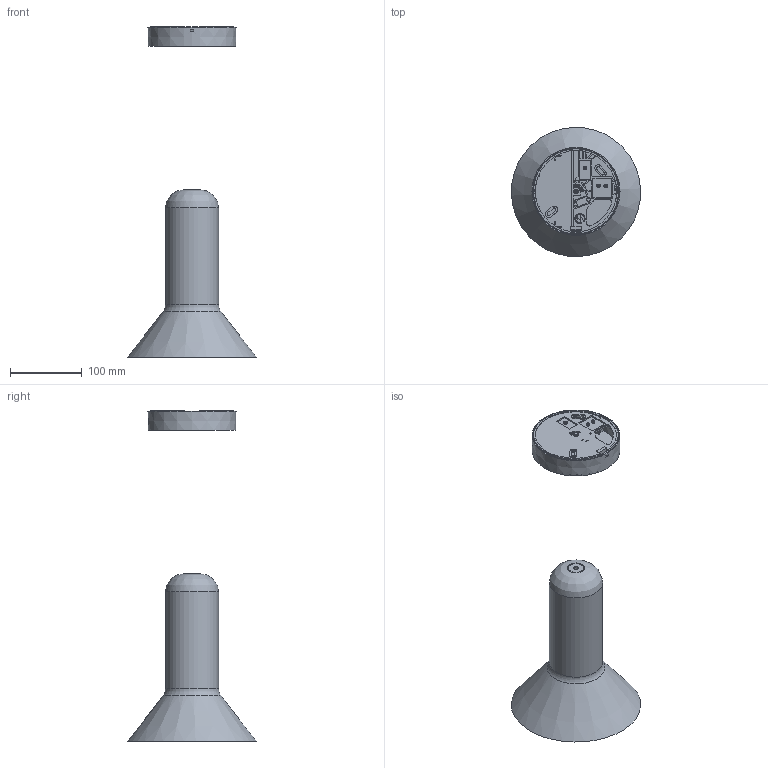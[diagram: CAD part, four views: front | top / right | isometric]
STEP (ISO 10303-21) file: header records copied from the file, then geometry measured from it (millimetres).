
FILE_DESCRIPTION(/* description */ ('This is a sample STEP configuration'),/* implementation_level */ '2;1');
FILE_NAME(/* name */ '257-02113xxxxxxxx SIMPLE.ipt_Rev_00.1.stp',/* time_stamp */ '2023-04-27T10:31:24+02:00',/* author */ ('powerJobs'),/* organization */ ('coolOrange'),/* preprocessor_version */ 'ST-DEVELOPER v19.2',/* originating_system */ 'Autodesk Inventor 2023',/* authorisation */ '');
FILE_SCHEMA (('AUTOMOTIVE_DESIGN { 1 0 10303 214 3 1 1 }'));
Length unit declared in the file: millimetre
Products named in the file (1): ENG000025789
Bounding box: 179.71 x 179.71 x 460.2 mm (x, y, z)
Volume: 530888.1 mm3; surface area: 278618.6 mm2
Topology: 3 solids, 3 shells, 1227 faces, 3450 edges, 2240 vertices
Faces by surface type: plane 730, bspline 200, cylinder 143, cone 96, torus 42, sphere 16
Full cylindrical faces by diameter (mm): 2.459 x1, 4 x1, 4.4 x1, 5.7 x1, 24 x1, 50.75 x1, 52.75 x1, 65 x2, 74 x1
Entity records: 48092 total; most frequent: CARTESIAN_POINT 17915, ORIENTED_EDGE 6882, DIRECTION 5434, EDGE_CURVE 3441, VERTEX_POINT 2240, LINE 2026, VECTOR 2026, AXIS2_PLACEMENT_3D 1704
